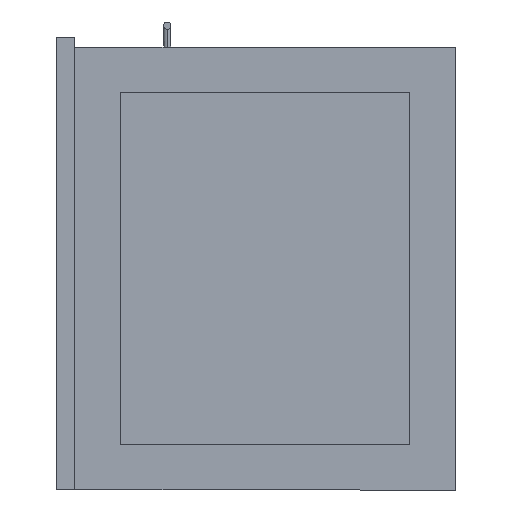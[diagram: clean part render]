
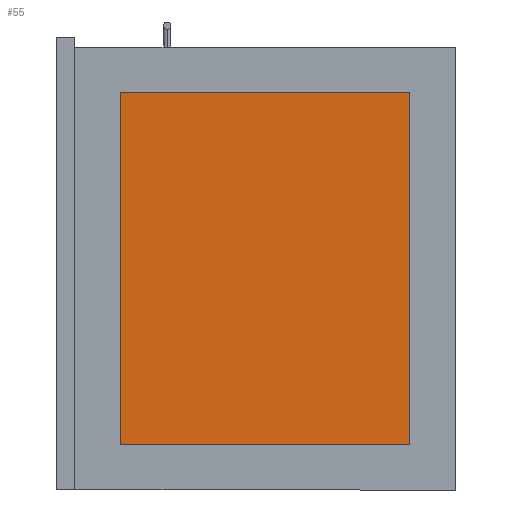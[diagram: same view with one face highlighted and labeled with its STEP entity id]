
A CAD part, left-side view. The second image highlights one B-rep face of the part: STEP entity #55.
In plain terms, the highlighted planar face has unit normal (-1, 0, 0).
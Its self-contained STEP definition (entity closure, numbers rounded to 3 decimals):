
#55 = ADVANCED_FACE ( 'NONE', ( #2998 ), #622, .T. ) ;
#132 = VECTOR ( 'NONE', #964, 1000. ) ;
#377 = LINE ( 'NONE', #2223, #2505 ) ;
#384 = CARTESIAN_POINT ( 'NONE',  ( -741., 160., 50. ) ) ;
#510 = CARTESIAN_POINT ( 'NONE',  ( -741., -160., 50. ) ) ;
#512 = EDGE_LOOP ( 'NONE', ( #2026, #2887, #2261, #2399 ) ) ;
#622 = PLANE ( 'NONE',  #882 ) ;
#669 = DIRECTION ( 'NONE',  ( 0., -1., 0. ) ) ;
#702 = EDGE_CURVE ( 'NONE', #1997, #2580, #377, .T. ) ;
#724 = CARTESIAN_POINT ( 'NONE',  ( -741., 160., 439. ) ) ;
#852 = CARTESIAN_POINT ( 'NONE',  ( -741., -160., 439. ) ) ;
#882 = AXIS2_PLACEMENT_3D ( 'NONE', #1536, #891, #669 ) ;
#891 = DIRECTION ( 'NONE',  ( -1., 0., 0. ) ) ;
#941 = VERTEX_POINT ( 'NONE', #724 ) ;
#964 = DIRECTION ( 'NONE',  ( 0., 0., -1. ) ) ;
#982 = VECTOR ( 'NONE', #1087, 1000. ) ;
#1087 = DIRECTION ( 'NONE',  ( 0., -1., 0. ) ) ;
#1203 = VERTEX_POINT ( 'NONE', #1999 ) ;
#1536 = CARTESIAN_POINT ( 'NONE',  ( -741., 0., 0. ) ) ;
#1620 = VECTOR ( 'NONE', #2475, 1000. ) ;
#1746 = EDGE_CURVE ( 'NONE', #2580, #941, #1929, .T. ) ;
#1929 = LINE ( 'NONE', #2226, #1620 ) ;
#1984 = EDGE_CURVE ( 'NONE', #1203, #1997, #2963, .T. ) ;
#1992 = DIRECTION ( 'NONE',  ( 0., 0., 1. ) ) ;
#1997 = VERTEX_POINT ( 'NONE', #510 ) ;
#1999 = CARTESIAN_POINT ( 'NONE',  ( -741., 160., 50. ) ) ;
#2026 = ORIENTED_EDGE ( 'NONE', *, *, #2300, .T. ) ;
#2030 = LINE ( 'NONE', #2155, #132 ) ;
#2155 = CARTESIAN_POINT ( 'NONE',  ( -741., 160., 439. ) ) ;
#2223 = CARTESIAN_POINT ( 'NONE',  ( -741., -160., 50. ) ) ;
#2226 = CARTESIAN_POINT ( 'NONE',  ( -741., -160., 439. ) ) ;
#2261 = ORIENTED_EDGE ( 'NONE', *, *, #702, .T. ) ;
#2300 = EDGE_CURVE ( 'NONE', #941, #1203, #2030, .T. ) ;
#2399 = ORIENTED_EDGE ( 'NONE', *, *, #1746, .T. ) ;
#2475 = DIRECTION ( 'NONE',  ( 0., 1., 0. ) ) ;
#2505 = VECTOR ( 'NONE', #1992, 1000. ) ;
#2580 = VERTEX_POINT ( 'NONE', #852 ) ;
#2887 = ORIENTED_EDGE ( 'NONE', *, *, #1984, .T. ) ;
#2963 = LINE ( 'NONE', #384, #982 ) ;
#2998 = FACE_OUTER_BOUND ( 'NONE', #512, .T. ) ;
